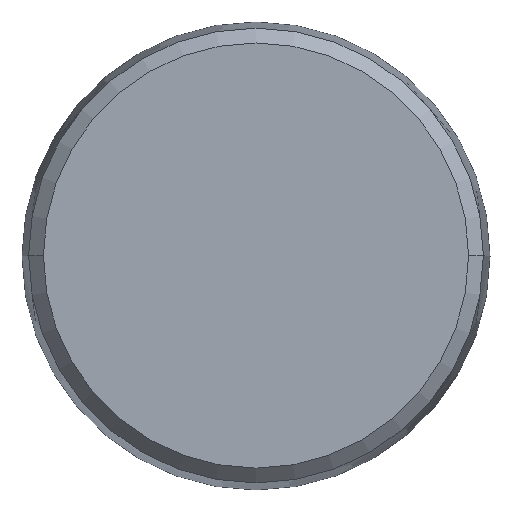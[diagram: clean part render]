
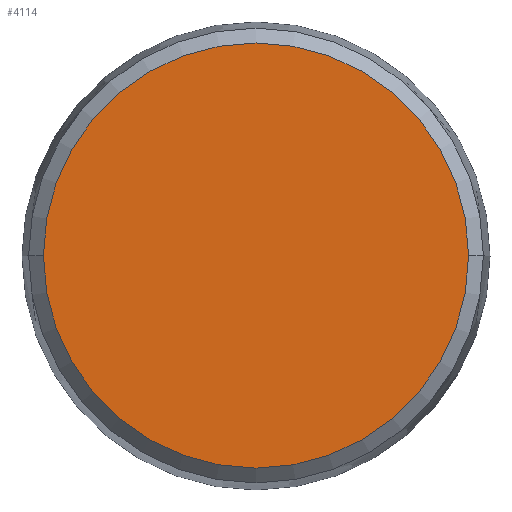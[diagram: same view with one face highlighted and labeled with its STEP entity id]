
A CAD part, top view. The second image highlights one B-rep face of the part: STEP entity #4114.
In plain terms, the highlighted planar face has unit normal (0, 0, 1).
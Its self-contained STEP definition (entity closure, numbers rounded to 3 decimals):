
#4091=CARTESIAN_POINT('Axis2P3D Location',(0.,0.,10.)) ;
#4096=CARTESIAN_POINT('Axis2P3D Location',(0.,0.,10.)) ;
#4100=CARTESIAN_POINT('Vertex',(-7.561,0.,10.)) ;
#4102=CARTESIAN_POINT('Vertex',(7.561,0.,10.)) ;
#4105=CARTESIAN_POINT('Axis2P3D Location',(0.,0.,10.)) ;
#4092=DIRECTION('Axis2P3D Direction',(0.,0.,1.)) ;
#4093=DIRECTION('Axis2P3D XDirection',(1.,0.,0.)) ;
#4097=DIRECTION('Axis2P3D Direction',(0.,0.,1.)) ;
#4106=DIRECTION('Axis2P3D Direction',(0.,0.,1.)) ;
#4094=AXIS2_PLACEMENT_3D('Plane Axis2P3D',#4091,#4092,#4093) ;
#4098=AXIS2_PLACEMENT_3D('Circle Axis2P3D',#4096,#4097,$) ;
#4107=AXIS2_PLACEMENT_3D('Circle Axis2P3D',#4105,#4106,$) ;
#4111=ORIENTED_EDGE('',*,*,#4104,.T.) ;
#4112=ORIENTED_EDGE('',*,*,#4109,.T.) ;
#4114=ADVANCED_FACE('Corps principal',(#4113),#4095,.T.) ;
#4099=CIRCLE('generated circle',#4098,7.561) ;
#4108=CIRCLE('generated circle',#4107,7.561) ;
#4104=EDGE_CURVE('',#4101,#4103,#4099,.T.) ;
#4109=EDGE_CURVE('',#4103,#4101,#4108,.T.) ;
#4110=EDGE_LOOP('',(#4111,#4112)) ;
#4113=FACE_OUTER_BOUND('',#4110,.T.) ;
#4095=PLANE('',#4094) ;
#4101=VERTEX_POINT('',#4100) ;
#4103=VERTEX_POINT('',#4102) ;
